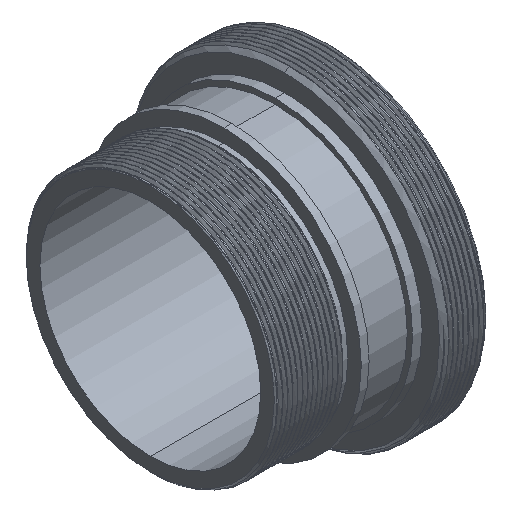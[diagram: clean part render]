
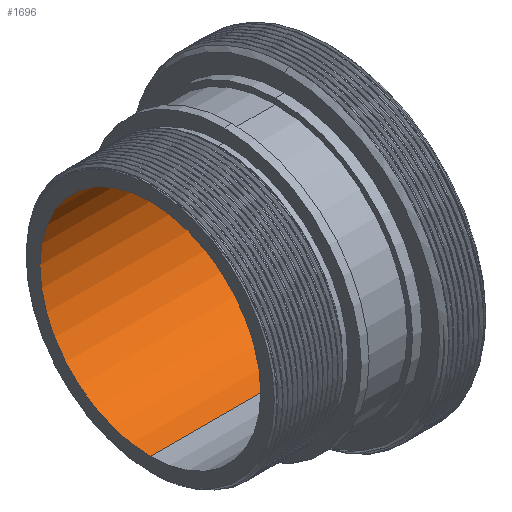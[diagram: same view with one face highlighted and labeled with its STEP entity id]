
A CAD part, isometric view. The second image highlights one B-rep face of the part: STEP entity #1696.
In plain terms, the highlighted cylindrical face has radius 33 mm (diameter 66 mm), a partial arc.
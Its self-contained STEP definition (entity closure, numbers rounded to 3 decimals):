
#141 = DIRECTION ( 'NONE',  ( -1., 0., 0. ) ) ;
#202 = VERTEX_POINT ( 'NONE', #2318 ) ;
#256 = VECTOR ( 'NONE', #141, 1000. ) ;
#454 = EDGE_CURVE ( 'NONE', #202, #5613, #6234, .T. ) ;
#468 = CARTESIAN_POINT ( 'NONE',  ( -123.429, 0., -33. ) ) ;
#1001 = LINE ( 'NONE', #468, #5646 ) ;
#1176 = EDGE_CURVE ( 'NONE', #5440, #202, #2260, .T. ) ;
#1417 = DIRECTION ( 'NONE',  ( -1., 0., 0. ) ) ;
#1522 = CARTESIAN_POINT ( 'NONE',  ( -47.447, 0., -33. ) ) ;
#1696 = ADVANCED_FACE ( 'NONE', ( #4980 ), #5480, .F. ) ;
#1727 = AXIS2_PLACEMENT_3D ( 'NONE', #2525, #1986, #3042 ) ;
#1903 = EDGE_CURVE ( 'NONE', #5440, #4080, #2232, .T. ) ;
#1986 = DIRECTION ( 'NONE',  ( -1., 0., 0. ) ) ;
#2232 = CIRCLE ( 'NONE', #5713, 33. ) ;
#2260 = LINE ( 'NONE', #4449, #256 ) ;
#2318 = CARTESIAN_POINT ( 'NONE',  ( -47.447, 0., 33. ) ) ;
#2449 = EDGE_LOOP ( 'NONE', ( #6614, #4330, #2827, #2703 ) ) ;
#2525 = CARTESIAN_POINT ( 'NONE',  ( -47.447, 0., 0. ) ) ;
#2620 = DIRECTION ( 'NONE',  ( -1., 0., 0. ) ) ;
#2703 = ORIENTED_EDGE ( 'NONE', *, *, #454, .T. ) ;
#2759 = DIRECTION ( 'NONE',  ( -1., 0., 0. ) ) ;
#2827 = ORIENTED_EDGE ( 'NONE', *, *, #1176, .T. ) ;
#3042 = DIRECTION ( 'NONE',  ( 0., 0., 1. ) ) ;
#3354 = CARTESIAN_POINT ( 'NONE',  ( 2.553, 0., -33. ) ) ;
#3572 = AXIS2_PLACEMENT_3D ( 'NONE', #5510, #2759, #5576 ) ;
#3595 = DIRECTION ( 'NONE',  ( 0., 0., 1. ) ) ;
#4080 = VERTEX_POINT ( 'NONE', #3354 ) ;
#4330 = ORIENTED_EDGE ( 'NONE', *, *, #1903, .F. ) ;
#4410 = EDGE_CURVE ( 'NONE', #4080, #5613, #1001, .T. ) ;
#4449 = CARTESIAN_POINT ( 'NONE',  ( -123.429, 0., 33. ) ) ;
#4474 = CARTESIAN_POINT ( 'NONE',  ( 2.553, 0., 33. ) ) ;
#4697 = CARTESIAN_POINT ( 'NONE',  ( 2.553, 0., 0. ) ) ;
#4980 = FACE_OUTER_BOUND ( 'NONE', #2449, .T. ) ;
#5440 = VERTEX_POINT ( 'NONE', #4474 ) ;
#5480 = CYLINDRICAL_SURFACE ( 'NONE', #3572, 33. ) ;
#5510 = CARTESIAN_POINT ( 'NONE',  ( -123.429, 0., 0. ) ) ;
#5576 = DIRECTION ( 'NONE',  ( 0., 0., 1. ) ) ;
#5613 = VERTEX_POINT ( 'NONE', #1522 ) ;
#5646 = VECTOR ( 'NONE', #2620, 1000. ) ;
#5713 = AXIS2_PLACEMENT_3D ( 'NONE', #4697, #1417, #3595 ) ;
#6234 = CIRCLE ( 'NONE', #1727, 33. ) ;
#6614 = ORIENTED_EDGE ( 'NONE', *, *, #4410, .F. ) ;
